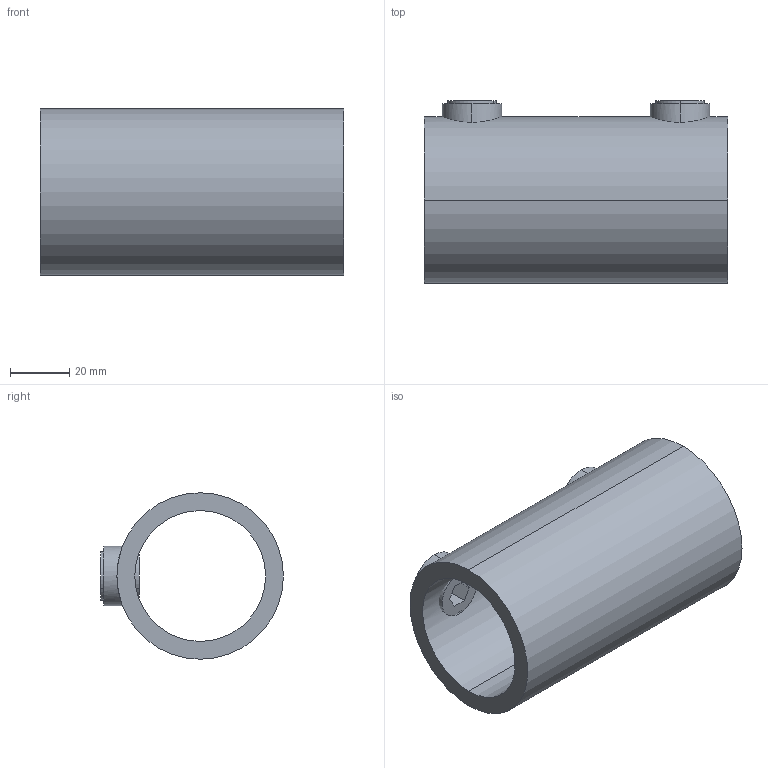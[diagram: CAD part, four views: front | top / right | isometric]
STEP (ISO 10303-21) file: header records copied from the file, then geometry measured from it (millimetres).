
FILE_DESCRIPTION (( 'STEP AP203' ), '1' );
FILE_NAME ('149-C42.step', '2015-09-17T16:22:23', ( '' ), ( '' ), 'SwSTEP 2.0', 'SolidWorks 2015', '' );
FILE_SCHEMA (( 'CONFIG_CONTROL_DESIGN' ));
Length unit declared in the file: millimetre
Products named in the file (3): 149-C42 Teil1_Zeichnung; 149-C42; 149-C42 Teil2_Zeichnung
Assembly tree (3 placements, depth 2):
  149-C42
    149-C42 Teil1_Zeichnung
    149-C42 Teil2_Zeichnung  x2
Bounding box: 102 x 61.5 x 56 mm (x, y, z)
Volume: 99370.5 mm3; surface area: 37639 mm2
Topology: 3 solids, 3 shells, 36 faces, 84 edges, 56 vertices
Faces by surface type: plane 20, cylinder 16
Entity records: 1453 total; most frequent: CARTESIAN_POINT 504, DIRECTION 136, ORIENTED_EDGE 120, EDGE_CURVE 60, AXIS2_PLACEMENT_3D 52, VERTEX_POINT 40, EDGE_LOOP 36, VECTOR 32
